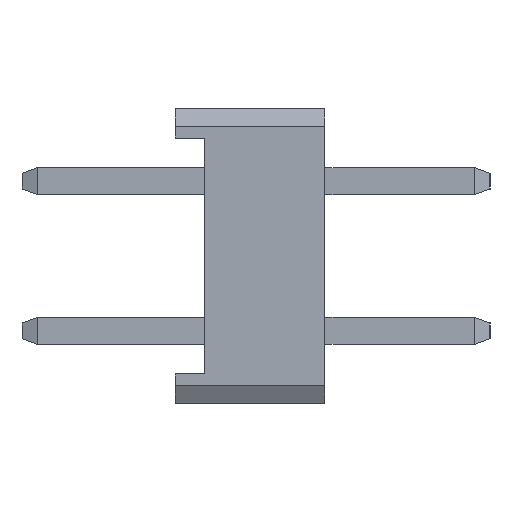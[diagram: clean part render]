
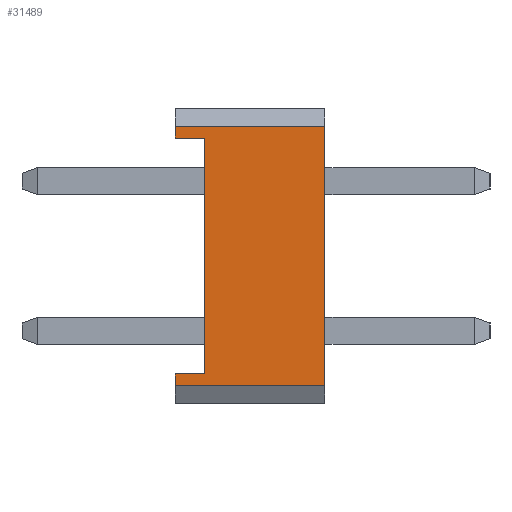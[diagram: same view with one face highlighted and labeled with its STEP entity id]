
A CAD part, left-side view. The second image highlights one B-rep face of the part: STEP entity #31489.
In plain terms, the highlighted planar face has unit normal (-1, 0, 0).
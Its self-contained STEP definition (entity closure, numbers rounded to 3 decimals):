
#170 = CARTESIAN_POINT ( 'NONE',  ( -21.59, -2.54, 2.2 ) ) ;
#181 = DIRECTION ( 'NONE',  ( 0., 0., 1. ) ) ;
#365 = VECTOR ( 'NONE', #10616, 1000. ) ;
#658 = VECTOR ( 'NONE', #181, 1000. ) ;
#880 = CARTESIAN_POINT ( 'NONE',  ( -21.59, 0., -2.2 ) ) ;
#1080 = ORIENTED_EDGE ( 'NONE', *, *, #22724, .F. ) ;
#2188 = DIRECTION ( 'NONE',  ( 0., 0., 1. ) ) ;
#2924 = VECTOR ( 'NONE', #36681, 1000. ) ;
#3583 = VECTOR ( 'NONE', #11822, 1000. ) ;
#3641 = CARTESIAN_POINT ( 'NONE',  ( -21.59, 0., -2. ) ) ;
#4035 = PLANE ( 'NONE',  #10999 ) ;
#4618 = VERTEX_POINT ( 'NONE', #27691 ) ;
#5815 = ORIENTED_EDGE ( 'NONE', *, *, #31376, .F. ) ;
#6215 = CARTESIAN_POINT ( 'NONE',  ( -21.59, -0.5, 2. ) ) ;
#6372 = DIRECTION ( 'NONE',  ( 0., 0., -1. ) ) ;
#7482 = DIRECTION ( 'NONE',  ( -1., 0., 0. ) ) ;
#7566 = VECTOR ( 'NONE', #30689, 1000. ) ;
#10616 = DIRECTION ( 'NONE',  ( 0., -1., 0. ) ) ;
#10999 = AXIS2_PLACEMENT_3D ( 'NONE', #20547, #7482, #14089 ) ;
#11650 = LINE ( 'NONE', #30657, #2924 ) ;
#11822 = DIRECTION ( 'NONE',  ( 0., 0., 1. ) ) ;
#12127 = CARTESIAN_POINT ( 'NONE',  ( -21.59, 0., 2.2 ) ) ;
#12588 = ORIENTED_EDGE ( 'NONE', *, *, #20100, .T. ) ;
#13758 = EDGE_CURVE ( 'NONE', #37214, #38376, #11650, .T. ) ;
#14089 = DIRECTION ( 'NONE',  ( 0., 0., -1. ) ) ;
#17950 = EDGE_LOOP ( 'NONE', ( #30756, #1080, #28372, #12588, #41594, #5815, #21716, #30449 ) ) ;
#18613 = LINE ( 'NONE', #19985, #658 ) ;
#19985 = CARTESIAN_POINT ( 'NONE',  ( -21.59, 0., -2.2 ) ) ;
#20100 = EDGE_CURVE ( 'NONE', #29574, #29369, #30791, .T. ) ;
#20547 = CARTESIAN_POINT ( 'NONE',  ( -21.59, 0., 0. ) ) ;
#20734 = LINE ( 'NONE', #41431, #38678 ) ;
#20977 = CARTESIAN_POINT ( 'NONE',  ( -21.59, 0.125, -2. ) ) ;
#21582 = VECTOR ( 'NONE', #37287, 1000. ) ;
#21716 = ORIENTED_EDGE ( 'NONE', *, *, #13758, .T. ) ;
#21904 = CARTESIAN_POINT ( 'NONE',  ( -21.59, -2.54, -2.2 ) ) ;
#22431 = VERTEX_POINT ( 'NONE', #3641 ) ;
#22566 = CARTESIAN_POINT ( 'NONE',  ( -21.59, 0., 2. ) ) ;
#22626 = LINE ( 'NONE', #20977, #21582 ) ;
#22724 = EDGE_CURVE ( 'NONE', #4618, #22431, #20734, .T. ) ;
#24676 = VERTEX_POINT ( 'NONE', #12127 ) ;
#24695 = VERTEX_POINT ( 'NONE', #28885 ) ;
#25786 = CARTESIAN_POINT ( 'NONE',  ( -21.59, -0.5, 0. ) ) ;
#27409 = CARTESIAN_POINT ( 'NONE',  ( -21.59, -2.54, -2.2 ) ) ;
#27691 = CARTESIAN_POINT ( 'NONE',  ( -21.59, 0., -2.2 ) ) ;
#28372 = ORIENTED_EDGE ( 'NONE', *, *, #29580, .T. ) ;
#28885 = CARTESIAN_POINT ( 'NONE',  ( -21.59, -0.5, -2. ) ) ;
#29369 = VERTEX_POINT ( 'NONE', #170 ) ;
#29509 = EDGE_CURVE ( 'NONE', #24676, #29369, #37347, .T. ) ;
#29574 = VERTEX_POINT ( 'NONE', #27409 ) ;
#29580 = EDGE_CURVE ( 'NONE', #4618, #29574, #37829, .T. ) ;
#30274 = CARTESIAN_POINT ( 'NONE',  ( -21.59, 0., 2.2 ) ) ;
#30449 = ORIENTED_EDGE ( 'NONE', *, *, #40720, .T. ) ;
#30657 = CARTESIAN_POINT ( 'NONE',  ( -21.59, 0.125, 2. ) ) ;
#30689 = DIRECTION ( 'NONE',  ( 0., -1., 0. ) ) ;
#30756 = ORIENTED_EDGE ( 'NONE', *, *, #36934, .T. ) ;
#30791 = LINE ( 'NONE', #21904, #3583 ) ;
#31376 = EDGE_CURVE ( 'NONE', #37214, #24676, #18613, .T. ) ;
#31489 = ADVANCED_FACE ( 'NONE', ( #35020 ), #4035, .T. ) ;
#34737 = LINE ( 'NONE', #25786, #38810 ) ;
#35020 = FACE_OUTER_BOUND ( 'NONE', #17950, .T. ) ;
#36681 = DIRECTION ( 'NONE',  ( 0., -1., 0. ) ) ;
#36934 = EDGE_CURVE ( 'NONE', #24695, #22431, #22626, .T. ) ;
#37214 = VERTEX_POINT ( 'NONE', #22566 ) ;
#37287 = DIRECTION ( 'NONE',  ( 0., 1., 0. ) ) ;
#37347 = LINE ( 'NONE', #30274, #365 ) ;
#37829 = LINE ( 'NONE', #880, #7566 ) ;
#38376 = VERTEX_POINT ( 'NONE', #6215 ) ;
#38678 = VECTOR ( 'NONE', #2188, 1000. ) ;
#38810 = VECTOR ( 'NONE', #6372, 1000. ) ;
#40720 = EDGE_CURVE ( 'NONE', #38376, #24695, #34737, .T. ) ;
#41431 = CARTESIAN_POINT ( 'NONE',  ( -21.59, 0., -2.2 ) ) ;
#41594 = ORIENTED_EDGE ( 'NONE', *, *, #29509, .F. ) ;
